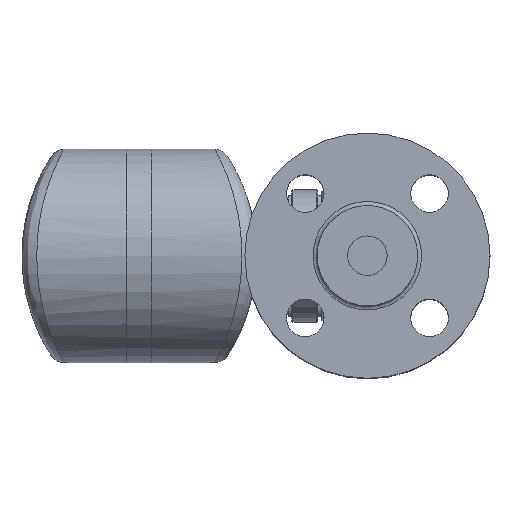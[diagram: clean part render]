
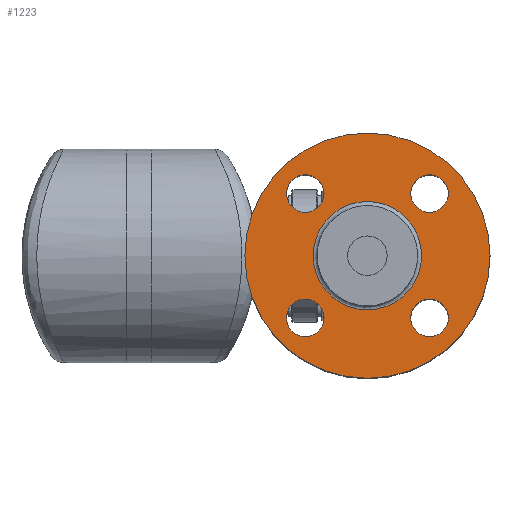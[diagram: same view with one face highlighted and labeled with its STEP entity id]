
A CAD part, top view. The second image highlights one B-rep face of the part: STEP entity #1223.
In plain terms, the highlighted planar face has unit normal (0, 0, 1).
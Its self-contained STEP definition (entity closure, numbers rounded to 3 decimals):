
#866=CARTESIAN_POINT('',(140.431,21.931,107.6));
#867=VERTEX_POINT('',#866);
#868=CARTESIAN_POINT('',(140.431,31.431,107.6));
#869=DIRECTION('',(0.0,0.0,-1.0));
#870=DIRECTION('',(0.0,-1.0,0.0));
#871=AXIS2_PLACEMENT_3D('',#868,#869,#870);
#872=CIRCLE('',#871,9.5);
#873=EDGE_CURVE('',#867,#867,#872,.T.);
#915=CARTESIAN_POINT('',(130.931,-31.431,107.6));
#916=VERTEX_POINT('',#915);
#917=CARTESIAN_POINT('',(140.431,-31.431,107.6));
#918=DIRECTION('',(0.0,0.0,-1.0));
#919=DIRECTION('',(-1.0,0.0,0.0));
#920=AXIS2_PLACEMENT_3D('',#917,#918,#919);
#921=CIRCLE('',#920,9.5);
#922=EDGE_CURVE('',#916,#916,#921,.T.);
#964=CARTESIAN_POINT('',(77.569,-21.931,107.6));
#965=VERTEX_POINT('',#964);
#966=CARTESIAN_POINT('',(77.569,-31.431,107.6));
#967=DIRECTION('',(0.0,0.0,-1.0));
#968=DIRECTION('',(0.0,1.0,0.0));
#969=AXIS2_PLACEMENT_3D('',#966,#967,#968);
#970=CIRCLE('',#969,9.5);
#971=EDGE_CURVE('',#965,#965,#970,.T.);
#1013=CARTESIAN_POINT('',(87.069,31.431,107.6));
#1014=VERTEX_POINT('',#1013);
#1015=CARTESIAN_POINT('',(77.569,31.431,107.6));
#1016=DIRECTION('',(0.0,0.0,-1.0));
#1017=DIRECTION('',(1.0,0.0,0.0));
#1018=AXIS2_PLACEMENT_3D('',#1015,#1016,#1017);
#1019=CIRCLE('',#1018,9.5);
#1020=EDGE_CURVE('',#1014,#1014,#1019,.T.);
#1169=CARTESIAN_POINT('',(136.4,0.0,107.6));
#1170=VERTEX_POINT('',#1169);
#1171=CARTESIAN_POINT('',(109.,0.0,107.6));
#1172=DIRECTION('',(0.0,0.0,1.0));
#1173=DIRECTION('',(-1.0,0.0,0.0));
#1174=AXIS2_PLACEMENT_3D('',#1171,#1172,#1173);
#1175=CIRCLE('',#1174,27.4);
#1176=EDGE_CURVE('',#1170,#1170,#1175,.T.);
#1192=CARTESIAN_POINT('',(152.7,0.0,107.6));
#1193=DIRECTION('',(0.0,0.0,1.0));
#1194=DIRECTION('',(1.0,0.0,0.0));
#1195=AXIS2_PLACEMENT_3D('',#1192,#1193,#1194);
#1196=PLANE('',#1195);
#1197=CARTESIAN_POINT('',(171.,0.0,107.6));
#1198=VERTEX_POINT('',#1197);
#1199=CARTESIAN_POINT('',(109.,0.0,107.6));
#1200=DIRECTION('',(0.0,0.0,1.0));
#1201=DIRECTION('',(1.0,0.0,0.0));
#1202=AXIS2_PLACEMENT_3D('',#1199,#1200,#1201);
#1203=CIRCLE('',#1202,62.);
#1204=EDGE_CURVE('',#1198,#1198,#1203,.T.);
#1205=ORIENTED_EDGE('',*,*,#1204,.T.);
#1206=EDGE_LOOP('',(#1205));
#1207=FACE_OUTER_BOUND('',#1206,.T.);
#1208=ORIENTED_EDGE('',*,*,#873,.T.);
#1209=EDGE_LOOP('',(#1208));
#1210=FACE_BOUND('',#1209,.T.);
#1211=ORIENTED_EDGE('',*,*,#922,.T.);
#1212=EDGE_LOOP('',(#1211));
#1213=FACE_BOUND('',#1212,.T.);
#1214=ORIENTED_EDGE('',*,*,#971,.T.);
#1215=EDGE_LOOP('',(#1214));
#1216=FACE_BOUND('',#1215,.T.);
#1217=ORIENTED_EDGE('',*,*,#1020,.T.);
#1218=EDGE_LOOP('',(#1217));
#1219=FACE_BOUND('',#1218,.T.);
#1220=ORIENTED_EDGE('',*,*,#1176,.F.);
#1221=EDGE_LOOP('',(#1220));
#1222=FACE_BOUND('',#1221,.T.);
#1223=ADVANCED_FACE('',(#1207,#1210,#1213,#1216,#1219,#1222),#1196,.T.);
